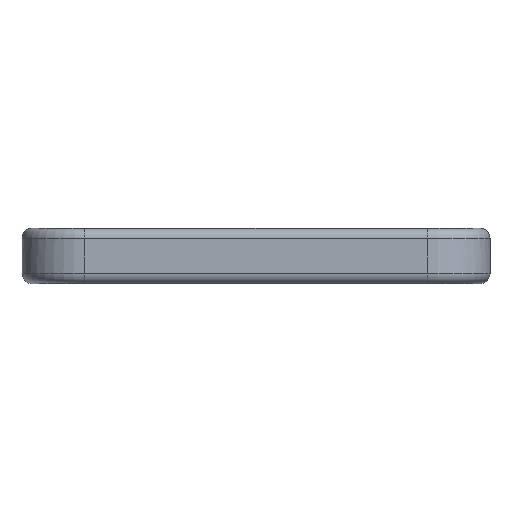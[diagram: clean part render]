
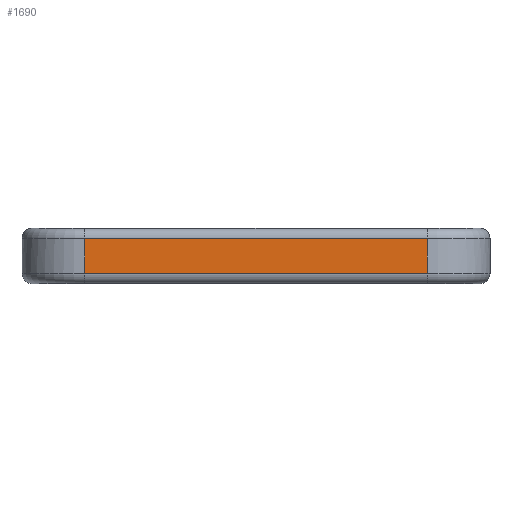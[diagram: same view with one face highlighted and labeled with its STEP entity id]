
A CAD part, left-side view. The second image highlights one B-rep face of the part: STEP entity #1690.
In plain terms, the highlighted planar face has unit normal (-1, 0, 0).
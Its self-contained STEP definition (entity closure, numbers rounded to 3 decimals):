
#210=FACE_OUTER_BOUND('',#314,.T.);
#314=EDGE_LOOP('',(#1529,#1530,#1531,#1532));
#487=LINE('',#2786,#665);
#488=LINE('',#2840,#666);
#490=LINE('',#2872,#668);
#491=LINE('',#2879,#669);
#665=VECTOR('',#2208,10.);
#666=VECTOR('',#2235,10.);
#668=VECTOR('',#2269,10.);
#669=VECTOR('',#2282,10.);
#811=VERTEX_POINT('',#2780);
#812=VERTEX_POINT('',#2784);
#816=VERTEX_POINT('',#2838);
#818=VERTEX_POINT('',#2867);
#1027=EDGE_CURVE('',#812,#811,#487,.T.);
#1039=EDGE_CURVE('',#812,#816,#488,.T.);
#1051=EDGE_CURVE('',#818,#816,#490,.T.);
#1054=EDGE_CURVE('',#811,#818,#491,.T.);
#1529=ORIENTED_EDGE('',*,*,#1027,.F.);
#1530=ORIENTED_EDGE('',*,*,#1039,.T.);
#1531=ORIENTED_EDGE('',*,*,#1051,.F.);
#1532=ORIENTED_EDGE('',*,*,#1054,.F.);
#1595=PLANE('',#1835);
#1690=ADVANCED_FACE('',(#210),#1595,.T.);
#1835=AXIS2_PLACEMENT_3D('',#2889,#2300,#2301);
#2208=DIRECTION('',(0.,-1.,0.));
#2235=DIRECTION('',(0.,0.,-1.));
#2269=DIRECTION('',(0.,1.,0.));
#2282=DIRECTION('',(0.,0.,-1.));
#2300=DIRECTION('center_axis',(-1.,0.,0.));
#2301=DIRECTION('ref_axis',(0.,1.,0.));
#2780=CARTESIAN_POINT('',(0.,-38.603,-1.003));
#2784=CARTESIAN_POINT('',(0.,-6.003,-1.003));
#2786=CARTESIAN_POINT('',(0.,-30.453,-1.003));
#2838=CARTESIAN_POINT('',(0.,-6.003,-4.303));
#2840=CARTESIAN_POINT('',(0.,-6.003,-0.003));
#2867=CARTESIAN_POINT('',(0.,-38.603,-4.303));
#2872=CARTESIAN_POINT('',(0.,-30.453,-4.303));
#2879=CARTESIAN_POINT('',(0.,-38.603,-0.003));
#2889=CARTESIAN_POINT('Origin',(0.,-38.603,-0.003));
